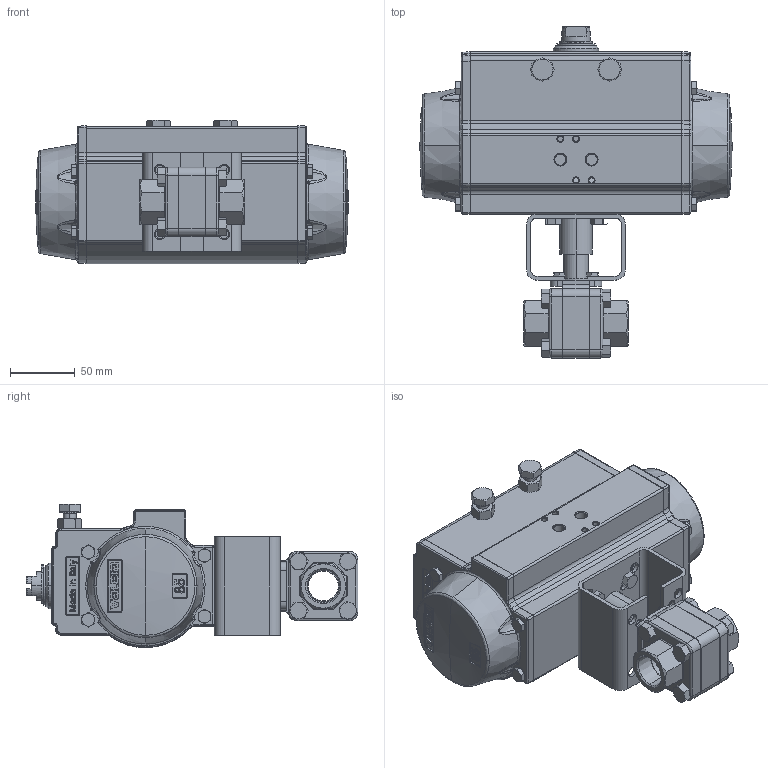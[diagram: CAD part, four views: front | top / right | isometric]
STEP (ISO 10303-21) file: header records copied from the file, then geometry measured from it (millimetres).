
FILE_DESCRIPTION (( 'STEP AP203' ), '1' );
FILE_NAME ('3000R-075-PT_UT-2.5.STEP', '2017-11-02T15:27:32', ( '' ), ( '' ), 'SwSTEP 2.0', 'SolidWorks 2014', '' );
FILE_SCHEMA (( 'CONFIG_CONTROL_DESIGN' ));
Products named in the file (1): 3000R-075-PT_UT-2.5
Bounding box: 240.69 x 255.74 x 110.39 mm (x, y, z)
Surface area: 185470 mm2 (no closed solid volume)
Topology: 0 solids, 35 shells, 1461 faces, 4398 edges, 2896 vertices
Faces by surface type: plane 558, bspline 359, cone 259, cylinder 249, sphere 26, torus 10
Entity records: 72515 total; most frequent: CARTESIAN_POINT 36356, ORIENTED_EDGE 7618, DIRECTION 6658, EDGE_CURVE 4382, VERTEX_POINT 2896, AXIS2_PLACEMENT_3D 2463, LINE 1732, VECTOR 1732
